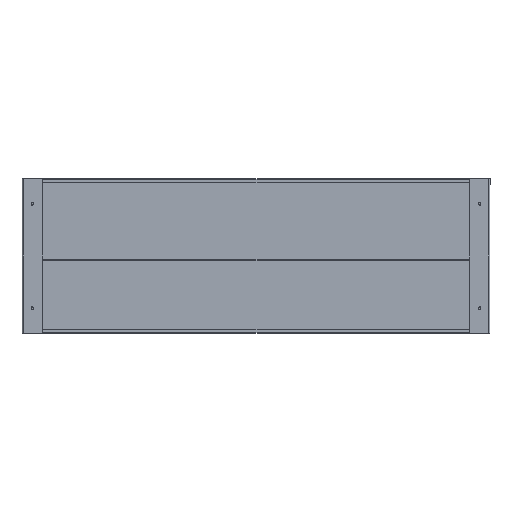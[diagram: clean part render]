
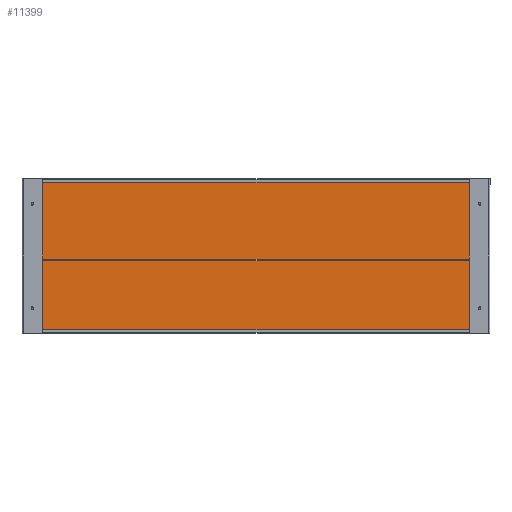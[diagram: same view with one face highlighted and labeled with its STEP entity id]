
A CAD part, front view. The second image highlights one B-rep face of the part: STEP entity #11399.
In plain terms, the highlighted planar face has unit normal (0, -1, 0).
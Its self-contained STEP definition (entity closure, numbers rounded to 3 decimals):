
#230 = DIRECTION ( 'NONE',  ( -1., 0., 0. ) ) ;
#684 = VERTEX_POINT ( 'NONE', #5390 ) ;
#836 = VECTOR ( 'NONE', #23250, 1000. ) ;
#1177 = CARTESIAN_POINT ( 'NONE',  ( 900., -2., -300. ) ) ;
#1793 = LINE ( 'NONE', #25212, #836 ) ;
#2440 = VERTEX_POINT ( 'NONE', #4489 ) ;
#2924 = ORIENTED_EDGE ( 'NONE', *, *, #19882, .T. ) ;
#3237 = EDGE_CURVE ( 'NONE', #16296, #12347, #5914, .T. ) ;
#3706 = CARTESIAN_POINT ( 'NONE',  ( 900., -2., 297.263 ) ) ;
#3906 = EDGE_CURVE ( 'NONE', #12347, #2440, #1793, .T. ) ;
#4489 = CARTESIAN_POINT ( 'NONE',  ( -900., -2., -297.263 ) ) ;
#5119 = CARTESIAN_POINT ( 'NONE',  ( 900., -2., -297.263 ) ) ;
#5390 = CARTESIAN_POINT ( 'NONE',  ( -900., -2., 297.263 ) ) ;
#5914 = LINE ( 'NONE', #1177, #19082 ) ;
#6033 = ORIENTED_EDGE ( 'NONE', *, *, #3237, .F. ) ;
#7093 = CARTESIAN_POINT ( 'NONE',  ( 900., -2., -300. ) ) ;
#8008 = AXIS2_PLACEMENT_3D ( 'NONE', #7093, #17664, #11510 ) ;
#8447 = ORIENTED_EDGE ( 'NONE', *, *, #3906, .F. ) ;
#9478 = DIRECTION ( 'NONE',  ( 0., 0., -1. ) ) ;
#9768 = CARTESIAN_POINT ( 'NONE',  ( -900., -2., -300. ) ) ;
#10016 = EDGE_CURVE ( 'NONE', #16296, #684, #19367, .T. ) ;
#11399 = ADVANCED_FACE ( 'NONE', ( #24075 ), #19562, .F. ) ;
#11510 = DIRECTION ( 'NONE',  ( 0., 0., 1. ) ) ;
#11591 = VECTOR ( 'NONE', #21991, 1000. ) ;
#12347 = VERTEX_POINT ( 'NONE', #5119 ) ;
#12673 = EDGE_LOOP ( 'NONE', ( #2924, #8447, #6033, #20231 ) ) ;
#12932 = CARTESIAN_POINT ( 'NONE',  ( 900., -2., 297.263 ) ) ;
#13911 = VECTOR ( 'NONE', #230, 1000. ) ;
#14417 = LINE ( 'NONE', #9768, #11591 ) ;
#16296 = VERTEX_POINT ( 'NONE', #12932 ) ;
#17664 = DIRECTION ( 'NONE',  ( 0., 1., 0. ) ) ;
#19082 = VECTOR ( 'NONE', #9478, 1000. ) ;
#19367 = LINE ( 'NONE', #3706, #13911 ) ;
#19562 = PLANE ( 'NONE',  #8008 ) ;
#19882 = EDGE_CURVE ( 'NONE', #684, #2440, #14417, .T. ) ;
#20231 = ORIENTED_EDGE ( 'NONE', *, *, #10016, .T. ) ;
#21991 = DIRECTION ( 'NONE',  ( 0., 0., -1. ) ) ;
#23250 = DIRECTION ( 'NONE',  ( -1., 0., 0. ) ) ;
#24075 = FACE_OUTER_BOUND ( 'NONE', #12673, .T. ) ;
#25212 = CARTESIAN_POINT ( 'NONE',  ( 900., -2., -297.263 ) ) ;
